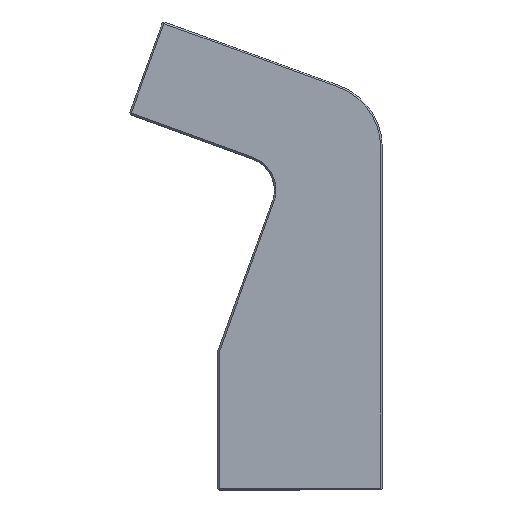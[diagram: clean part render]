
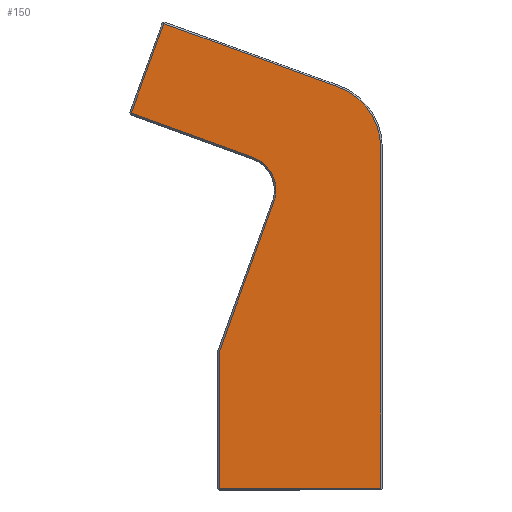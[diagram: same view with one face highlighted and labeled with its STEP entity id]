
A CAD part, top view. The second image highlights one B-rep face of the part: STEP entity #150.
In plain terms, the highlighted planar face has unit normal (0, 0, 1).
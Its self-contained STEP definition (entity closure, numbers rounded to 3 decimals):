
#150=ADVANCED_FACE('',(#324),#325,.F.);
#324=FACE_OUTER_BOUND('',#517,.T.);
#325=PLANE('',#518);
#517=EDGE_LOOP('',(#883,#884,#885,#886,#887,#888,#889,#890,#891,#892));
#518=AXIS2_PLACEMENT_3D('',#893,#894,#895);
#883=ORIENTED_EDGE('',*,*,#1120,.T.);
#884=ORIENTED_EDGE('',*,*,#1215,.T.);
#885=ORIENTED_EDGE('',*,*,#1220,.T.);
#886=ORIENTED_EDGE('',*,*,#1255,.T.);
#887=ORIENTED_EDGE('',*,*,#1114,.T.);
#888=ORIENTED_EDGE('',*,*,#1256,.T.);
#889=ORIENTED_EDGE('',*,*,#1165,.T.);
#890=ORIENTED_EDGE('',*,*,#1257,.T.);
#891=ORIENTED_EDGE('',*,*,#1258,.T.);
#892=ORIENTED_EDGE('',*,*,#1243,.T.);
#893=CARTESIAN_POINT('',(-13.501,57.144,7.5));
#894=DIRECTION('',(0.0,0.0,-1.0));
#895=DIRECTION('',(-0.94,0.342,0.0));
#1114=EDGE_CURVE('',#1313,#1311,#1314,.T.);
#1120=EDGE_CURVE('',#1317,#1322,#1324,.T.);
#1165=EDGE_CURVE('',#1395,#1398,#1400,.T.);
#1215=EDGE_CURVE('',#1322,#1475,#1477,.T.);
#1220=EDGE_CURVE('',#1475,#1482,#1484,.T.);
#1243=EDGE_CURVE('',#1509,#1317,#1514,.T.);
#1255=EDGE_CURVE('',#1482,#1313,#1529,.T.);
#1256=EDGE_CURVE('',#1311,#1395,#1530,.T.);
#1257=EDGE_CURVE('',#1398,#1531,#1532,.F.);
#1258=EDGE_CURVE('',#1531,#1509,#1533,.T.);
#1311=VERTEX_POINT('',#1589);
#1313=VERTEX_POINT('',#1592);
#1314=LINE('',#1593,#1594);
#1317=VERTEX_POINT('',#1598);
#1322=VERTEX_POINT('',#1605);
#1324=LINE('',#1608,#1609);
#1395=VERTEX_POINT('',#1696);
#1398=VERTEX_POINT('',#1701);
#1400=LINE('',#1704,#1705);
#1475=VERTEX_POINT('',#1805);
#1477=CIRCLE('',#1808,5.25);
#1482=VERTEX_POINT('',#1813);
#1484=CIRCLE('',#1816,5.25);
#1509=VERTEX_POINT('',#1851);
#1514=LINE('',#1859,#1860);
#1529=LINE('',#1879,#1880);
#1530=LINE('',#1881,#1882);
#1531=VERTEX_POINT('',#1883);
#1532=CIRCLE('',#1884,9.75);
#1533=LINE('',#1885,#1886);
#1589=CARTESIAN_POINT('',(0.25,0.25,7.5));
#1592=CARTESIAN_POINT('',(0.25,21.099,7.5));
#1593=CARTESIAN_POINT('',(0.25,0.,7.5));
#1594=VECTOR('',#1956,1000.0);
#1598=CARTESIAN_POINT('',(-13.181,57.293,7.5));
#1605=CARTESIAN_POINT('',(5.378,50.538,7.5));
#1608=CARTESIAN_POINT('',(5.378,50.538,7.5));
#1609=VECTOR('',#1961,1000.0);
#1696=CARTESIAN_POINT('',(24.75,0.25,7.5));
#1701=CARTESIAN_POINT('',(24.75,52.091,7.5));
#1704=CARTESIAN_POINT('',(24.75,52.091,7.5));
#1705=VECTOR('',#2029,1000.0);
#1805=CARTESIAN_POINT('',(8.833,45.605,7.5));
#1808=AXIS2_PLACEMENT_3D('',#2086,#2087,#2088);
#1813=CARTESIAN_POINT('',(8.516,43.809,7.5));
#1816=AXIS2_PLACEMENT_3D('',#2096,#2097,#2098);
#1851=CARTESIAN_POINT('',(-8.221,70.919,7.5));
#1859=CARTESIAN_POINT('',(-13.266,57.058,7.5));
#1860=VECTOR('',#2121,1000.0);
#1879=CARTESIAN_POINT('',(0.235,21.057,7.5));
#1880=VECTOR('',#2138,1000.0);
#1881=CARTESIAN_POINT('',(25.0,0.25,7.5));
#1882=VECTOR('',#2139,1000.0);
#1883=CARTESIAN_POINT('',(18.335,61.253,7.5));
#1884=AXIS2_PLACEMENT_3D('',#2140,#2141,#2142);
#1885=CARTESIAN_POINT('',(-8.456,71.004,7.5));
#1886=VECTOR('',#2143,1000.0);
#1956=DIRECTION('',(0.,-1.0,0.0));
#1961=DIRECTION('',(0.94,-0.342,0.0));
#2029=DIRECTION('',(0.,1.0,0.0));
#2086=CARTESIAN_POINT('',(3.583,45.605,7.5));
#2087=DIRECTION('',(0.0,0.0,-1.0));
#2088=DIRECTION('',(-1.0,0.0,0.0));
#2096=CARTESIAN_POINT('',(3.583,45.605,7.5));
#2097=DIRECTION('',(0.0,0.0,-1.0));
#2098=DIRECTION('',(-1.0,0.0,0.0));
#2121=DIRECTION('',(-0.342,-0.94,0.0));
#2138=DIRECTION('',(-0.342,-0.94,0.0));
#2139=DIRECTION('',(1.0,0.,0.0));
#2140=CARTESIAN_POINT('',(15.0,52.091,7.5));
#2141=DIRECTION('',(0.0,0.0,-1.0));
#2142=DIRECTION('',(-1.0,0.0,0.0));
#2143=DIRECTION('',(-0.94,0.342,0.0));
